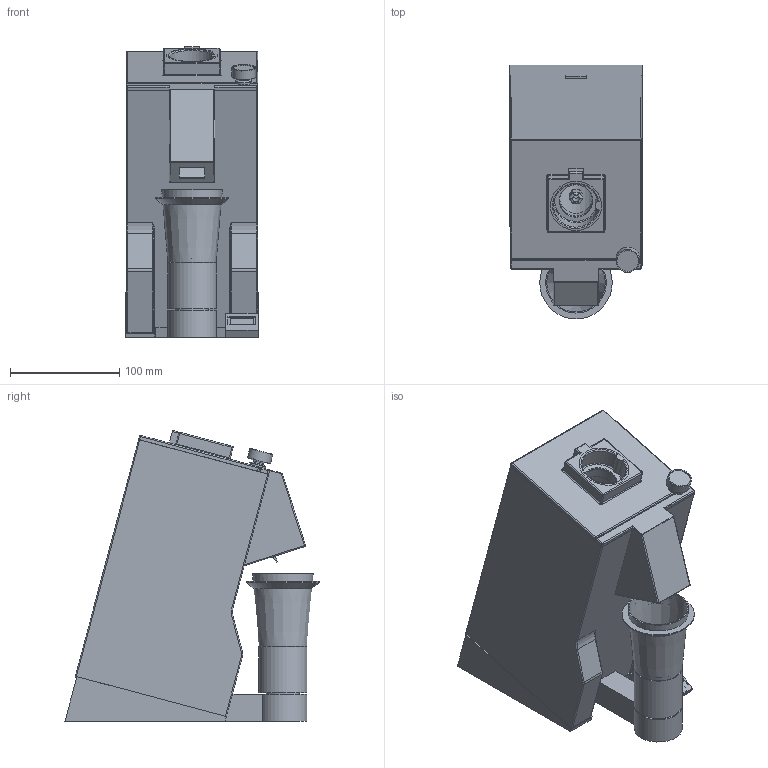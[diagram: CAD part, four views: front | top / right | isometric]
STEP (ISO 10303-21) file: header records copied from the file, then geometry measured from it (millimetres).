
FILE_DESCRIPTION(/* description */ (''),/* implementation_level */ '2;1');
FILE_NAME(/* name */ 'Smart Coffee Grinder Scale.step',/* time_stamp */ '2023-04-02T13:25:17+02:00',/* author */ (''),/* organization */ (''),/* preprocessor_version */ 'ST-DEVELOPER v19.2',/* originating_system */ 'Autodesk Translation Framework v11.17.0.187',/* authorisation */ '');
FILE_SCHEMA (('AUTOMOTIVE_DESIGN { 1 0 10303 214 3 1 1 }'));
Products named in the file (37): Smart Coffee Grinder Scale; grinder; Eureka Mignon; Eureka Mignon Top; Top Burr; Top Housing; Rubber Gasket; Brass Nut; Grind Adjustment Knob; Knob Gasket; Front Top; Chute; Eureka Mignon Body; Feet; base; ESP32Wroom4; nodeMCU; ESP_Wroom; AMS1117; SILABS; push button; led_red; led_blue; capp; 2.1; shotkeydiode; Micro USB-B Female 5Pin SMD; 1mm; SMD resistor; J3Y_transistor; Load Cell; OLED-128x64-0.96; Dosing cup - load cell attachment; load cell base; screen support; dosing cup support; dosing cup
Assembly tree (49 placements, depth 5):
  Smart Coffee Grinder Scale
    grinder
      Eureka Mignon
        Eureka Mignon Top
          Top Burr
          Top Housing
          Rubber Gasket
          Brass Nut
          Grind Adjustment Knob
          Knob Gasket
          Front Top
          Chute
        Eureka Mignon Body
          Feet
    base
    ESP32Wroom4
      nodeMCU
      J3Y_transistor  x2
      ESP_Wroom
      AMS1117
      SILABS
      push button  x2
      led_red
      led_blue
      capp
      2.1
      1mm  x4
      shotkeydiode
      SMD resistor  x9
      Micro USB-B Female 5Pin SMD
    Load Cell
    OLED-128x64-0.96
    Dosing cup - load cell attachment
    load cell base
    screen support
    dosing cup support
    dosing cup
Bounding box: 121.02 x 232.45 x 265.88 mm (x, y, z)
Volume: 3444714.9 mm3; surface area: 377600.8 mm2
Topology: 116 solids, 154 shells, 4229 faces, 11014 edges, 7333 vertices
Faces by surface type: plane 3289, cylinder 622, bspline 181, torus 61, sphere 51, cone 25
Full cylindrical faces by diameter (mm): 0.185 x1, 0.25 x1, 1 x4, 1.5 x2, 2 x44, 3.3 x2, 3.6 x6, 4 x4, 4.3 x2, 5 x2, 5.2 x2, 6 x1, 6.5 x2, 8.2 x2, 8.3 x2, 8.5 x1, 9 x2, 10 x1, 10.5 x1, 15 x1, 19.75 x1, 21.75 x1, 30 x3, 40 x1, 44 x1, 46.5 x3, 48 x1
Entity records: 124586 total; most frequent: CARTESIAN_POINT 26710, ORIENTED_EDGE 19944, DIRECTION 18080, EDGE_CURVE 9972, LINE 8384, VECTOR 8384, VERTEX_POINT 6753, AXIS2_PLACEMENT_3D 4848
